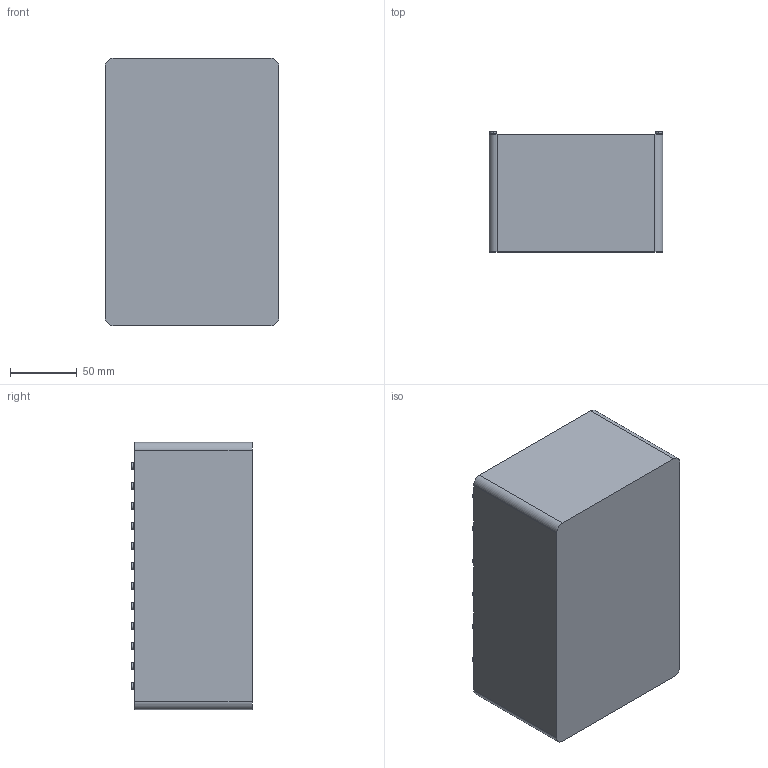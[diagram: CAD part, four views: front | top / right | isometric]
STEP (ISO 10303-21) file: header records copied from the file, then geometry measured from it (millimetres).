
FILE_DESCRIPTION (( 'STEP AP214' ), '1' );
FILE_NAME ('battery_controller.STEP', '2025-06-06T01:54:17', ( '' ), ( '' ), 'SwSTEP 2.0', 'SolidWorks 2021', '' );
FILE_SCHEMA (( 'AUTOMOTIVE_DESIGN' ));
Length unit declared in the file: millimetre
Products named in the file (1): battery_controller
Bounding box: 130 x 90 x 200 mm (x, y, z)
Volume: 432839 mm3; surface area: 402234.1 mm2
Topology: 1 solids, 1 shells, 282 faces, 720 edges, 452 vertices
Faces by surface type: plane 106, cylinder 104, torus 48, bspline 24
Entity records: 9446 total; most frequent: CARTESIAN_POINT 2367, DIRECTION 1626, ORIENTED_EDGE 1440, EDGE_CURVE 720, AXIS2_PLACEMENT_3D 671, VERTEX_POINT 452, CIRCLE 412, EDGE_LOOP 294
